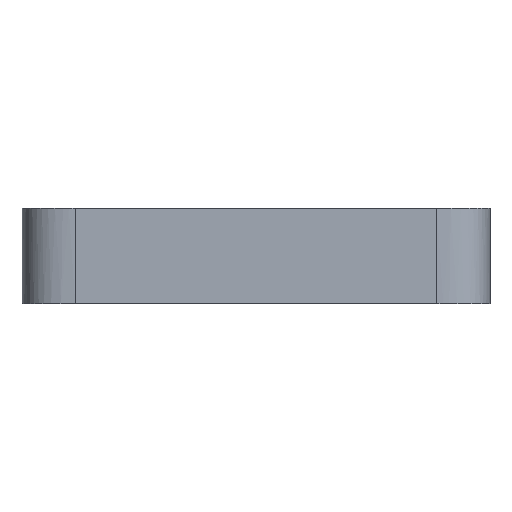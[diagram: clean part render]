
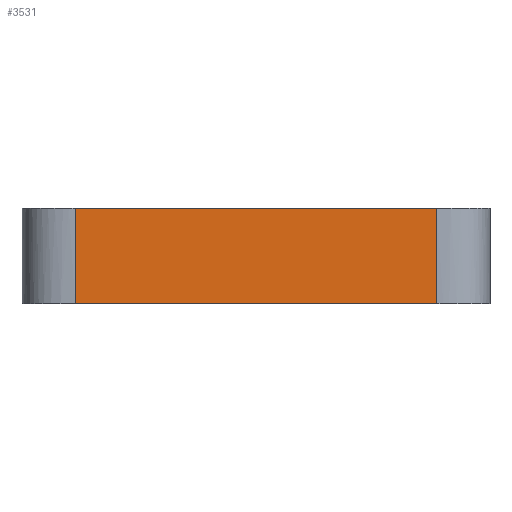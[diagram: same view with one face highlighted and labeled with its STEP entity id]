
A CAD part, front view. The second image highlights one B-rep face of the part: STEP entity #3531.
In plain terms, the highlighted planar face has unit normal (0, -1, 0).
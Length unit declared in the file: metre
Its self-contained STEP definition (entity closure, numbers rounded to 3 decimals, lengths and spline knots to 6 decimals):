
#126=B_SPLINE_CURVE_WITH_KNOTS('',3,(#5789,#5790,#5791,#5792),
 .UNSPECIFIED.,.F.,.F.,(4,4),(0.,1.),.UNSPECIFIED.);
#127=B_SPLINE_CURVE_WITH_KNOTS('',3,(#5793,#5794,#5795,#5796),
 .UNSPECIFIED.,.F.,.F.,(4,4),(0.,1.),.UNSPECIFIED.);
#172=LINE('',#5100,#525);
#295=LINE('',#5551,#648);
#525=VECTOR('',#4108,1.);
#648=VECTOR('',#4307,1.);
#1163=ORIENTED_EDGE('',*,*,#2146,.T.);
#1164=ORIENTED_EDGE('',*,*,#1947,.F.);
#1165=ORIENTED_EDGE('',*,*,#2147,.T.);
#1166=ORIENTED_EDGE('',*,*,#2124,.T.);
#1947=EDGE_CURVE('',#2467,#2468,#172,.T.);
#2124=EDGE_CURVE('',#2622,#2621,#295,.T.);
#2146=EDGE_CURVE('',#2621,#2468,#126,.T.);
#2147=EDGE_CURVE('',#2467,#2622,#127,.T.);
#2467=VERTEX_POINT('',#5099);
#2468=VERTEX_POINT('',#5101);
#2621=VERTEX_POINT('',#5550);
#2622=VERTEX_POINT('',#5552);
#2915=EDGE_LOOP('',(#1163,#1164,#1165,#1166));
#3165=FACE_BOUND('',#2915,.T.);
#3391=PLANE('',#3791);
#3531=ADVANCED_FACE('',(#3165),#3391,.T.);
#3791=AXIS2_PLACEMENT_3D('',#5788,#4324,#4325);
#4108=DIRECTION('',(1.,0.,0.));
#4307=DIRECTION('',(1.,0.,0.));
#4324=DIRECTION('',(0.,-1.,0.));
#4325=DIRECTION('',(0.,0.,1.));
#5099=CARTESIAN_POINT('',(-0.034,-0.044,0.));
#5100=CARTESIAN_POINT('',(0.,-0.044,0.));
#5101=CARTESIAN_POINT('',(0.034,-0.044,0.));
#5550=CARTESIAN_POINT('',(0.034,-0.044,-0.018));
#5551=CARTESIAN_POINT('',(0.,-0.044,-0.018));
#5552=CARTESIAN_POINT('',(-0.034,-0.044,-0.018));
#5788=CARTESIAN_POINT('',(0.,-0.044,-0.018));
#5789=CARTESIAN_POINT('',(0.034,-0.044,-0.018));
#5790=CARTESIAN_POINT('',(0.034,-0.044,-0.012));
#5791=CARTESIAN_POINT('',(0.034,-0.044,-0.006));
#5792=CARTESIAN_POINT('',(0.034,-0.044,0.));
#5793=CARTESIAN_POINT('',(-0.034,-0.044,0.));
#5794=CARTESIAN_POINT('',(-0.034,-0.044,-0.006));
#5795=CARTESIAN_POINT('',(-0.034,-0.044,-0.012));
#5796=CARTESIAN_POINT('',(-0.034,-0.044,-0.018));
